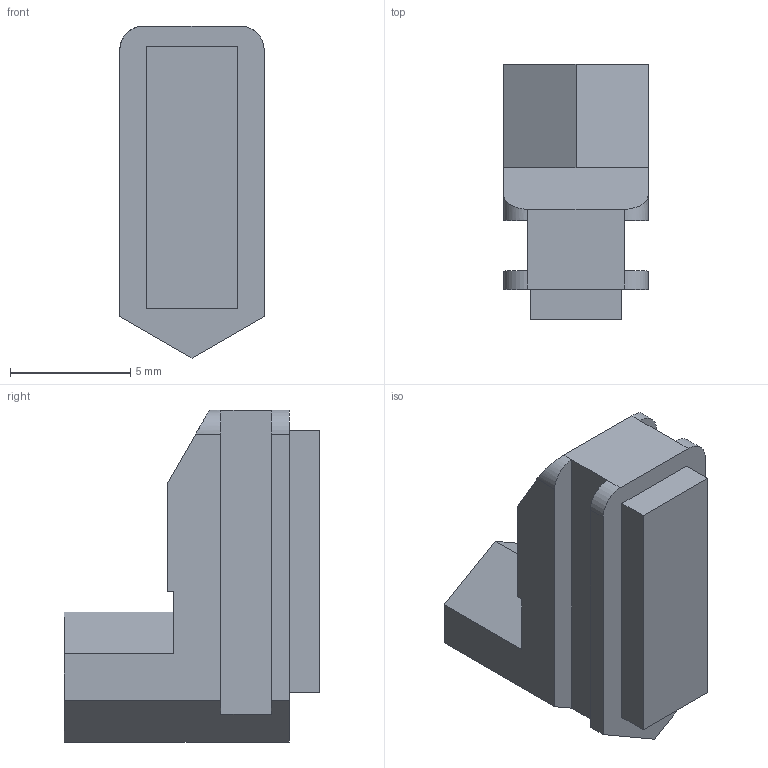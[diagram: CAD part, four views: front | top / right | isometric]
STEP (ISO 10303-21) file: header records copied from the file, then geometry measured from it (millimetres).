
FILE_DESCRIPTION(/* description */ (''),/* implementation_level */ '2;1');
FILE_NAME(/* name */ 'DBF34_00-12 Spannbacken.stp',/* time_stamp */ '2023-07-02T22:37:14+02:00',/* author */ ('MKoch'),/* organization */ (''),/* preprocessor_version */ 'ST-DEVELOPER v15.2',/* originating_system */ 'Autodesk Inventor 2014',/* authorisation */ '');
FILE_SCHEMA (('CONFIG_CONTROL_DESIGN'));
Length unit declared in the file: millimetre
Products named in the file (1): DBF34_00-12 Spannbacken
Bounding box: 6 x 10.6 x 13.8 mm (x, y, z)
Volume: 467.4 mm3; surface area: 484.6 mm2
Topology: 1 solids, 1 shells, 30 faces, 77 edges, 50 vertices
Faces by surface type: plane 25, cylinder 5
Entity records: 965 total; most frequent: CARTESIAN_POINT 158, ORIENTED_EDGE 154, DIRECTION 149, EDGE_CURVE 77, LINE 67, VECTOR 67, VERTEX_POINT 50, AXIS2_PLACEMENT_3D 41
